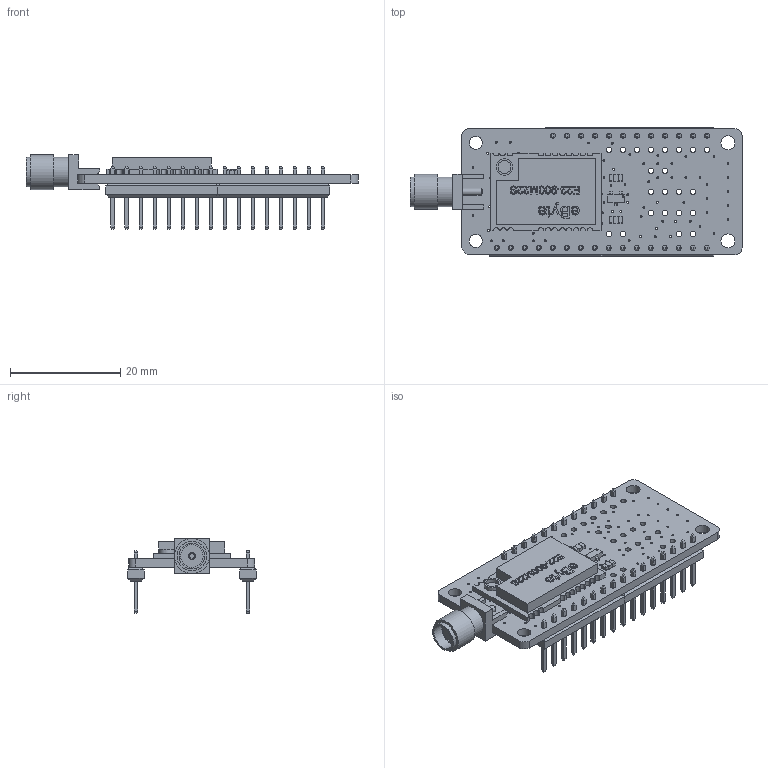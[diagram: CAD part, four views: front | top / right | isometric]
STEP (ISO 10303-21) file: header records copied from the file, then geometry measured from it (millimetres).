
FILE_DESCRIPTION(/* description */ (''),/* implementation_level */ '2;1');
FILE_NAME(/* name */ 'RFM1262 v5.step',/* time_stamp */ '2019-11-27T12:49:26+08:00',/* author */ (''),/* organization */ (''),/* preprocessor_version */ 'ST-DEVELOPER v18',/* originating_system */ 'Autodesk Translation Framework v8.12.0.6',/* authorisation */ '');
FILE_SCHEMA (('AUTOMOTIVE_DESIGN { 1 0 10303 214 3 1 1 }'));
Length unit declared in the file: millimetre
Products named in the file (12): RFM1262; PCB Component; Board; E22-900M22S; S9013; 10K; 10K_1; U.FL/SMA; 8p-2.54; 8p-2.54_1; 6p-2.54; 6p-2.54_1
Assembly tree (11 placements, depth 3):
  RFM1262
    PCB Component
      Board
      E22-900M22S
      S9013
      10K
      10K_1
      U.FL/SMA
      8p-2.54
      8p-2.54_1
      6p-2.54
      6p-2.54_1
Bounding box: 60.19 x 23.36 x 13.56 mm (x, y, z)
Volume: 3264.8 mm3; surface area: 5425.1 mm2
Topology: 10 solids, 10 shells, 1332 faces, 3299 edges, 2087 vertices
Faces by surface type: plane 802, bspline 253, cylinder 244, sphere 32, cone 1
Full cylindrical faces by diameter (mm): 0.3 x1, 0.35 x88, 0.889 x28, 1 x23, 1.27 x2, 2.337 x1, 2.362 x2, 2.54 x2, 3 x1, 4.1 x1, 4.25 x1, 4.63 x1, 5.35 x2, 6.33 x1
Entity records: 43203 total; most frequent: CARTESIAN_POINT 11042, ORIENTED_EDGE 6598, DIRECTION 5502, EDGE_CURVE 3299, LINE 2288, VECTOR 2288, VERTEX_POINT 2087, EDGE_LOOP 1718
